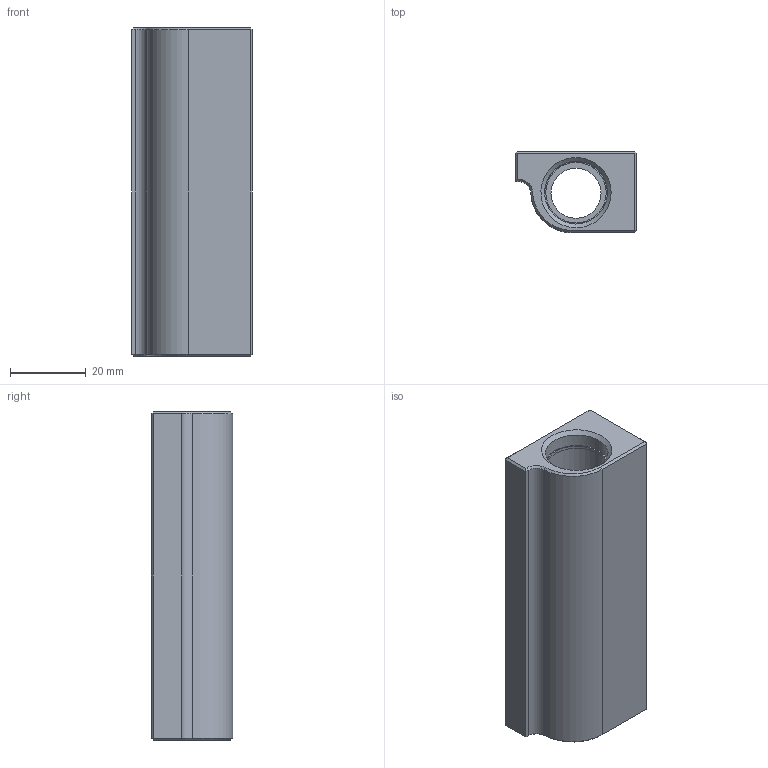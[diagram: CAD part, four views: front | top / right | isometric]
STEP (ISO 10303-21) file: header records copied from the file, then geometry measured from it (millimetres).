
FILE_DESCRIPTION(('FreeCAD Model'),'2;1');
FILE_NAME('double-bearing-holder_black_v1.step', '2017-11-29T09:12:09',('Author'),(''), 'Open CASCADE STEP processor 6.9','FreeCAD','Unknown');
FILE_SCHEMA(('AUTOMOTIVE_DESIGN { 1 0 10303 214 1 1 1 1 }'));
Length unit declared in the file: millimetre
Products named in the file (1): RefinedFinal
Bounding box: 32 x 21.5 x 87 mm (x, y, z)
Volume: 33322.3 mm3; surface area: 14720.1 mm2
Topology: 1 solids, 1 shells, 69 faces, 143 edges, 83 vertices
Faces by surface type: plane 38, cylinder 15, cone 12, bspline 4
Full cylindrical faces by diameter (mm): 2.5 x4, 4.3 x4, 4.7 x1, 10 x1, 13.24 x1, 16 x1, 16.6 x2
Entity records: 5149 total; most frequent: CARTESIAN_POINT 2262, DIRECTION 512, ORIENTED_EDGE 286, PCURVE 286, DEFINITIONAL_REPRESENTATION 286, LINE 273, VECTOR 273, EDGE_CURVE 143
